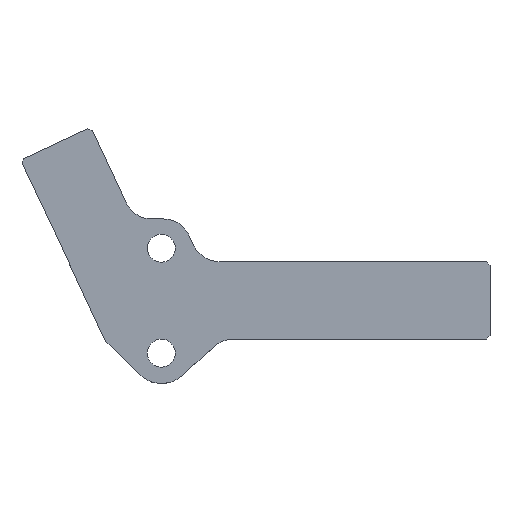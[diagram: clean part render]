
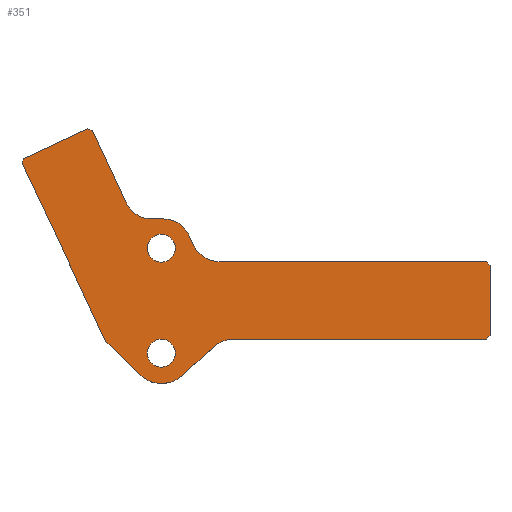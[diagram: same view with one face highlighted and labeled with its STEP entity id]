
A CAD part, top view. The second image highlights one B-rep face of the part: STEP entity #351.
In plain terms, the highlighted planar face has unit normal (0, 0, 1).
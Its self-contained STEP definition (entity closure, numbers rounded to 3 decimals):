
#42 = VERTEX_POINT('',#43);
#43 = CARTESIAN_POINT('',(82.158,-69.926,1.6));
#49 = EDGE_CURVE('',#42,#50,#52,.T.);
#50 = VERTEX_POINT('',#51);
#51 = CARTESIAN_POINT('',(82.178,-69.936,1.6));
#52 = LINE('',#53,#54);
#53 = CARTESIAN_POINT('',(82.158,-69.926,1.6));
#54 = VECTOR('',#55,1.);
#55 = DIRECTION('',(0.894,-0.447,0.));
#82 = VERTEX_POINT('',#83);
#83 = CARTESIAN_POINT('',(81.627,-69.706,1.6));
#89 = EDGE_CURVE('',#82,#42,#90,.T.);
#90 = LINE('',#91,#92);
#91 = CARTESIAN_POINT('',(81.627,-69.706,1.6));
#92 = VECTOR('',#93,1.);
#93 = DIRECTION('',(0.924,-0.382,0.));
#111 = EDGE_CURVE('',#50,#112,#114,.T.);
#112 = VERTEX_POINT('',#113);
#113 = CARTESIAN_POINT('',(86.05,-78.195,1.6));
#114 = LINE('',#115,#116);
#115 = CARTESIAN_POINT('',(82.178,-69.936,1.6));
#116 = VECTOR('',#117,1.);
#117 = DIRECTION('',(0.424,-0.905,0.));
#351 = ADVANCED_FACE('',(#352,#538,#549),#560,.F.);
#352 = FACE_BOUND('',#353,.F.);
#353 = EDGE_LOOP('',(#354,#355,#356,#365,#373,#382,#390,#399,#407,#415,
    #423,#431,#439,#448,#456,#465,#473,#482,#490,#499,#507,#515,#523,
    #531,#537));
#354 = ORIENTED_EDGE('',*,*,#49,.T.);
#355 = ORIENTED_EDGE('',*,*,#111,.T.);
#356 = ORIENTED_EDGE('',*,*,#357,.T.);
#357 = EDGE_CURVE('',#112,#358,#360,.T.);
#358 = VERTEX_POINT('',#359);
#359 = CARTESIAN_POINT('',(88.943,-80.026,1.6));
#360 = CIRCLE('',#361,3.2);
#361 = AXIS2_PLACEMENT_3D('',#362,#363,#364);
#362 = CARTESIAN_POINT('',(88.943,-76.825,1.6));
#363 = DIRECTION('',(0.,0.,1.));
#364 = DIRECTION('',(-0.904,-0.428,0.));
#365 = ORIENTED_EDGE('',*,*,#366,.T.);
#366 = EDGE_CURVE('',#358,#367,#369,.T.);
#367 = VERTEX_POINT('',#368);
#368 = CARTESIAN_POINT('',(90.32,-80.026,1.6));
#369 = LINE('',#370,#371);
#370 = CARTESIAN_POINT('',(88.943,-80.026,1.6));
#371 = VECTOR('',#372,1.);
#372 = DIRECTION('',(1.,0.,0.));
#373 = ORIENTED_EDGE('',*,*,#374,.T.);
#374 = EDGE_CURVE('',#367,#375,#377,.T.);
#375 = VERTEX_POINT('',#376);
#376 = CARTESIAN_POINT('',(93.226,-81.884,1.6));
#377 = CIRCLE('',#378,3.2);
#378 = AXIS2_PLACEMENT_3D('',#379,#380,#381);
#379 = CARTESIAN_POINT('',(90.32,-83.226,1.6));
#380 = DIRECTION('',(0.,0.,-1.));
#381 = DIRECTION('',(0.,1.,0.));
#382 = ORIENTED_EDGE('',*,*,#383,.T.);
#383 = EDGE_CURVE('',#375,#384,#386,.T.);
#384 = VERTEX_POINT('',#385);
#385 = CARTESIAN_POINT('',(93.772,-83.055,1.6));
#386 = LINE('',#387,#388);
#387 = CARTESIAN_POINT('',(93.226,-81.884,1.6));
#388 = VECTOR('',#389,1.);
#389 = DIRECTION('',(0.423,-0.906,0.));
#390 = ORIENTED_EDGE('',*,*,#391,.T.);
#391 = EDGE_CURVE('',#384,#392,#394,.T.);
#392 = VERTEX_POINT('',#393);
#393 = CARTESIAN_POINT('',(96.67,-84.902,1.6));
#394 = CIRCLE('',#395,3.2);
#395 = AXIS2_PLACEMENT_3D('',#396,#397,#398);
#396 = CARTESIAN_POINT('',(96.672,-81.702,1.6));
#397 = DIRECTION('',(0.,0.,1.));
#398 = DIRECTION('',(-0.906,-0.423,0.));
#399 = ORIENTED_EDGE('',*,*,#400,.T.);
#400 = EDGE_CURVE('',#392,#401,#403,.T.);
#401 = VERTEX_POINT('',#402);
#402 = CARTESIAN_POINT('',(127.258,-84.926,1.6));
#403 = LINE('',#404,#405);
#404 = CARTESIAN_POINT('',(96.67,-84.902,1.6));
#405 = VECTOR('',#406,1.);
#406 = DIRECTION('',(1.,-0.001,0.));
#407 = ORIENTED_EDGE('',*,*,#408,.T.);
#408 = EDGE_CURVE('',#401,#409,#411,.T.);
#409 = VERTEX_POINT('',#410);
#410 = CARTESIAN_POINT('',(127.658,-85.326,1.6));
#411 = LINE('',#412,#413);
#412 = CARTESIAN_POINT('',(127.258,-84.926,1.6));
#413 = VECTOR('',#414,1.);
#414 = DIRECTION('',(0.707,-0.707,0.));
#415 = ORIENTED_EDGE('',*,*,#416,.T.);
#416 = EDGE_CURVE('',#409,#417,#419,.T.);
#417 = VERTEX_POINT('',#418);
#418 = CARTESIAN_POINT('',(127.658,-93.376,1.6));
#419 = LINE('',#420,#421);
#420 = CARTESIAN_POINT('',(127.658,-85.326,1.6));
#421 = VECTOR('',#422,1.);
#422 = DIRECTION('',(0.,-1.,0.));
#423 = ORIENTED_EDGE('',*,*,#424,.T.);
#424 = EDGE_CURVE('',#417,#425,#427,.T.);
#425 = VERTEX_POINT('',#426);
#426 = CARTESIAN_POINT('',(127.258,-93.776,1.6));
#427 = LINE('',#428,#429);
#428 = CARTESIAN_POINT('',(127.658,-93.376,1.6));
#429 = VECTOR('',#430,1.);
#430 = DIRECTION('',(-0.707,-0.707,0.));
#431 = ORIENTED_EDGE('',*,*,#432,.T.);
#432 = EDGE_CURVE('',#425,#433,#435,.T.);
#433 = VERTEX_POINT('',#434);
#434 = CARTESIAN_POINT('',(98.288,-93.776,1.6));
#435 = LINE('',#436,#437);
#436 = CARTESIAN_POINT('',(127.258,-93.776,1.6));
#437 = VECTOR('',#438,1.);
#438 = DIRECTION('',(-1.,0.,0.));
#439 = ORIENTED_EDGE('',*,*,#440,.T.);
#440 = EDGE_CURVE('',#433,#441,#443,.T.);
#441 = VERTEX_POINT('',#442);
#442 = CARTESIAN_POINT('',(96.145,-94.599,1.6));
#443 = CIRCLE('',#444,3.2);
#444 = AXIS2_PLACEMENT_3D('',#445,#446,#447);
#445 = CARTESIAN_POINT('',(98.288,-96.975,1.6));
#446 = DIRECTION('',(0.,0.,1.));
#447 = DIRECTION('',(0.,1.,-0.));
#448 = ORIENTED_EDGE('',*,*,#449,.T.);
#449 = EDGE_CURVE('',#441,#450,#452,.T.);
#450 = VERTEX_POINT('',#451);
#451 = CARTESIAN_POINT('',(92.372,-98.002,1.6));
#452 = LINE('',#453,#454);
#453 = CARTESIAN_POINT('',(96.145,-94.599,1.6));
#454 = VECTOR('',#455,1.);
#455 = DIRECTION('',(-0.743,-0.67,0.));
#456 = ORIENTED_EDGE('',*,*,#457,.T.);
#457 = EDGE_CURVE('',#450,#458,#460,.T.);
#458 = VERTEX_POINT('',#459);
#459 = CARTESIAN_POINT('',(90.229,-98.826,1.6));
#460 = CIRCLE('',#461,3.2);
#461 = AXIS2_PLACEMENT_3D('',#462,#463,#464);
#462 = CARTESIAN_POINT('',(90.229,-95.626,1.6));
#463 = DIRECTION('',(0.,0.,-1.));
#464 = DIRECTION('',(0.67,-0.743,0.));
#465 = ORIENTED_EDGE('',*,*,#466,.T.);
#466 = EDGE_CURVE('',#458,#467,#469,.T.);
#467 = VERTEX_POINT('',#468);
#468 = CARTESIAN_POINT('',(89.946,-98.826,1.6));
#469 = LINE('',#470,#471);
#470 = CARTESIAN_POINT('',(90.229,-98.826,1.6));
#471 = VECTOR('',#472,1.);
#472 = DIRECTION('',(-1.,0.,0.));
#473 = ORIENTED_EDGE('',*,*,#474,.T.);
#474 = EDGE_CURVE('',#467,#475,#477,.T.);
#475 = VERTEX_POINT('',#476);
#476 = CARTESIAN_POINT('',(87.73,-97.934,1.6));
#477 = CIRCLE('',#478,3.2);
#478 = AXIS2_PLACEMENT_3D('',#479,#480,#481);
#479 = CARTESIAN_POINT('',(89.946,-95.626,1.6));
#480 = DIRECTION('',(0.,0.,-1.));
#481 = DIRECTION('',(0.,-1.,0.));
#482 = ORIENTED_EDGE('',*,*,#483,.T.);
#483 = EDGE_CURVE('',#475,#484,#486,.T.);
#484 = VERTEX_POINT('',#485);
#485 = CARTESIAN_POINT('',(84.093,-94.443,1.6));
#486 = LINE('',#487,#488);
#487 = CARTESIAN_POINT('',(87.73,-97.934,1.6));
#488 = VECTOR('',#489,1.);
#489 = DIRECTION('',(-0.721,0.693,0.));
#490 = ORIENTED_EDGE('',*,*,#491,.T.);
#491 = EDGE_CURVE('',#484,#492,#494,.T.);
#492 = VERTEX_POINT('',#493);
#493 = CARTESIAN_POINT('',(83.405,-93.479,1.6));
#494 = CIRCLE('',#495,3.199);
#495 = AXIS2_PLACEMENT_3D('',#496,#497,#498);
#496 = CARTESIAN_POINT('',(86.308,-92.135,1.6));
#497 = DIRECTION('',(0.,0.,-1.));
#498 = DIRECTION('',(-0.692,-0.721,-0.));
#499 = ORIENTED_EDGE('',*,*,#500,.T.);
#500 = EDGE_CURVE('',#492,#501,#503,.T.);
#501 = VERTEX_POINT('',#502);
#502 = CARTESIAN_POINT('',(78.07,-81.953,1.6));
#503 = LINE('',#504,#505);
#504 = CARTESIAN_POINT('',(83.405,-93.479,1.6));
#505 = VECTOR('',#506,1.);
#506 = DIRECTION('',(-0.42,0.907,0.));
#507 = ORIENTED_EDGE('',*,*,#508,.T.);
#508 = EDGE_CURVE('',#501,#509,#511,.T.);
#509 = VERTEX_POINT('',#510);
#510 = CARTESIAN_POINT('',(74.148,-73.686,1.6));
#511 = LINE('',#512,#513);
#512 = CARTESIAN_POINT('',(78.07,-81.953,1.6));
#513 = VECTOR('',#514,1.);
#514 = DIRECTION('',(-0.429,0.904,0.));
#515 = ORIENTED_EDGE('',*,*,#516,.T.);
#516 = EDGE_CURVE('',#509,#517,#519,.T.);
#517 = VERTEX_POINT('',#518);
#518 = CARTESIAN_POINT('',(74.128,-73.676,1.6));
#519 = LINE('',#520,#521);
#520 = CARTESIAN_POINT('',(74.148,-73.686,1.6));
#521 = VECTOR('',#522,1.);
#522 = DIRECTION('',(-0.894,0.447,0.));
#523 = ORIENTED_EDGE('',*,*,#524,.T.);
#524 = EDGE_CURVE('',#517,#525,#527,.T.);
#525 = VERTEX_POINT('',#526);
#526 = CARTESIAN_POINT('',(74.304,-73.153,1.6));
#527 = LINE('',#528,#529);
#528 = CARTESIAN_POINT('',(74.128,-73.676,1.6));
#529 = VECTOR('',#530,1.);
#530 = DIRECTION('',(0.318,0.948,0.));
#531 = ORIENTED_EDGE('',*,*,#532,.T.);
#532 = EDGE_CURVE('',#525,#82,#533,.T.);
#533 = LINE('',#534,#535);
#534 = CARTESIAN_POINT('',(74.304,-73.153,1.6));
#535 = VECTOR('',#536,1.);
#536 = DIRECTION('',(0.905,0.426,0.));
#537 = ORIENTED_EDGE('',*,*,#89,.T.);
#538 = FACE_BOUND('',#539,.F.);
#539 = EDGE_LOOP('',(#540));
#540 = ORIENTED_EDGE('',*,*,#541,.F.);
#541 = EDGE_CURVE('',#542,#542,#544,.T.);
#542 = VERTEX_POINT('',#543);
#543 = CARTESIAN_POINT('',(90.058,-96.976,1.6));
#544 = CIRCLE('',#545,1.6);
#545 = AXIS2_PLACEMENT_3D('',#546,#547,#548);
#546 = CARTESIAN_POINT('',(90.058,-95.376,1.6));
#547 = DIRECTION('',(-0.,0.,-1.));
#548 = DIRECTION('',(-0.,-1.,0.));
#549 = FACE_BOUND('',#550,.F.);
#550 = EDGE_LOOP('',(#551));
#551 = ORIENTED_EDGE('',*,*,#552,.F.);
#552 = EDGE_CURVE('',#553,#553,#555,.T.);
#553 = VERTEX_POINT('',#554);
#554 = CARTESIAN_POINT('',(90.058,-84.976,1.6));
#555 = CIRCLE('',#556,1.6);
#556 = AXIS2_PLACEMENT_3D('',#557,#558,#559);
#557 = CARTESIAN_POINT('',(90.058,-83.376,1.6));
#558 = DIRECTION('',(-0.,0.,-1.));
#559 = DIRECTION('',(-0.,-1.,0.));
#560 = PLANE('',#561);
#561 = AXIS2_PLACEMENT_3D('',#562,#563,#564);
#562 = CARTESIAN_POINT('',(99.191,-86.421,1.6));
#563 = DIRECTION('',(-0.,-0.,-1.));
#564 = DIRECTION('',(-1.,0.,0.));
